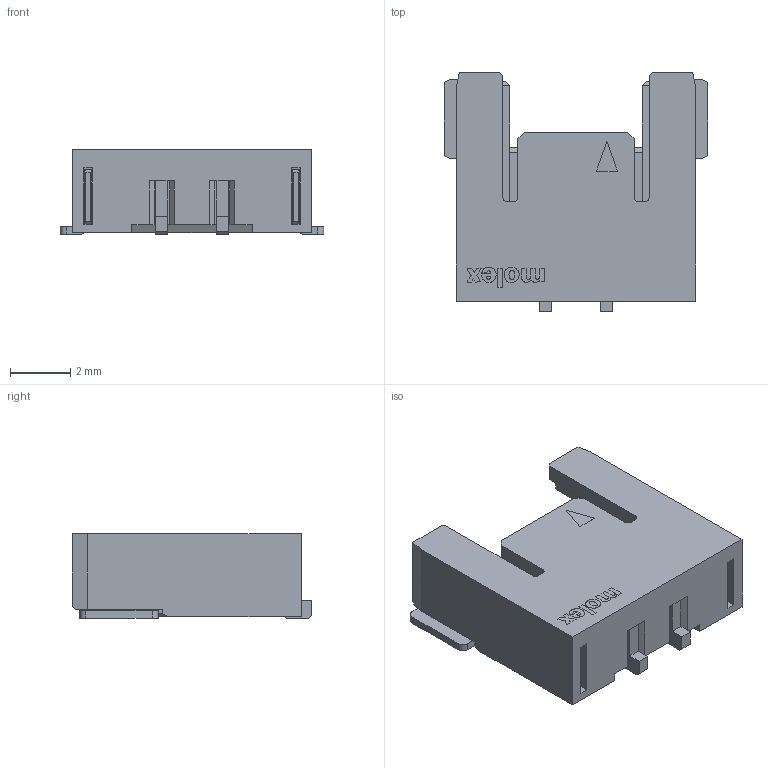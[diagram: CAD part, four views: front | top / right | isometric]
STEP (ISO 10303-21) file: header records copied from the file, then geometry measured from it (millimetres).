
FILE_DESCRIPTION (( 'STEP AP214' ), '1' );
FILE_NAME ('205338-0002.STEP', '2022-03-22T02:56:40', ( '' ), ( '' ), 'SwSTEP 2.0', 'SolidWorks 2020', '' );
FILE_SCHEMA (( 'AUTOMOTIVE_DESIGN' ));
Length unit declared in the file: millimetre
Products named in the file (7): Gold; 205338-0002; Tin; Marking; Body; Oin; Molex Logo
Assembly tree (6 placements, depth 2):
  205338-0002
    Body
    Tin
    Gold
    Oin
    Marking
    Molex Logo
Bounding box: 8.75 x 7.95 x 2.8 mm (x, y, z)
Volume: 88.1 mm3; surface area: 390.3 mm2
Topology: 13 solids, 14 shells, 337 faces, 939 edges, 610 vertices
Faces by surface type: plane 260, cylinder 41, bspline 36
Entity records: 12962 total; most frequent: CARTESIAN_POINT 2371, ORIENTED_EDGE 1862, DIRECTION 1585, EDGE_CURVE 931, LINE 785, VECTOR 785, VERTEX_POINT 610, AXIS2_PLACEMENT_3D 400
